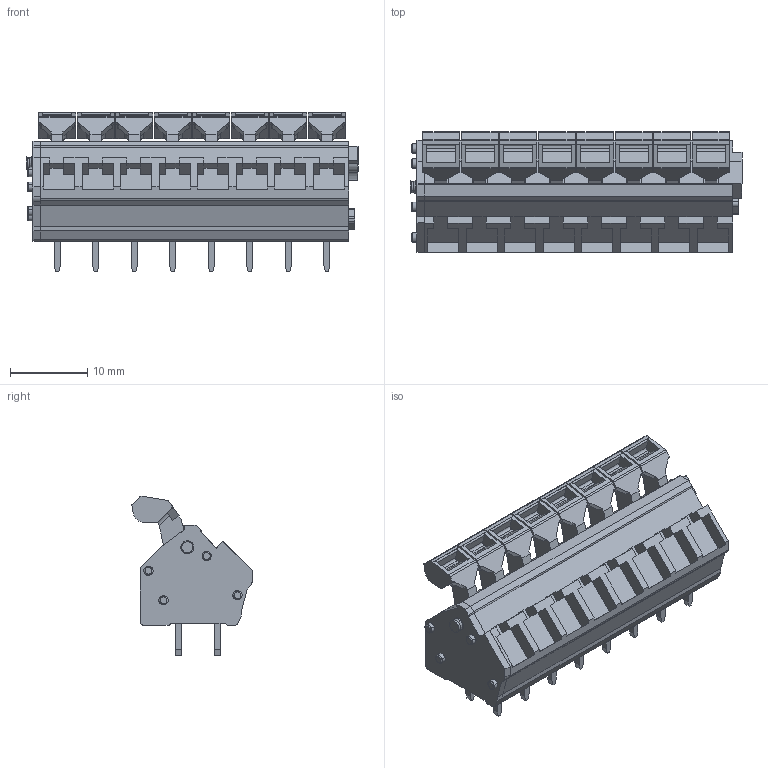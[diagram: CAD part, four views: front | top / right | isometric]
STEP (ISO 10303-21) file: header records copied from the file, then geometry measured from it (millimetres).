
FILE_DESCRIPTION(('CATIA V5 STEP Exchange','CAx-IF Rec.Pracs.--- Model Styling and Organization---1.4--- 2014-01-23'),'2;1');
FILE_NAME ('026350-2_0', '2022-08-09T09:27:52+00:00', ('none'), ('Weidmueller'), 'CATIA Version 5-6 Release 2016 SP3 HF44', 'CATIA V5 STEP AP214', 'none');
FILE_SCHEMA(('AUTOMOTIVE_DESIGN { 1 0 10303 214 1 1 1 1 }'));
Length unit declared in the file: millimetre
Products named in the file (1): 1914790000
Bounding box: 43.1 x 15.6 x 20.65 mm (x, y, z)
Volume: 6152.5 mm3; surface area: 4422.6 mm2
Topology: 26 solids, 26 shells, 798 faces, 2147 edges, 1422 vertices
Faces by surface type: plane 618, cylinder 156, cone 16, torus 8
Entity records: 24550 total; most frequent: CARTESIAN_POINT 4670, ORIENTED_EDGE 4294, DIRECTION 3323, EDGE_CURVE 2147, VECTOR 1807, LINE 1807, VERTEX_POINT 1422, AXIS2_PLACEMENT_3D 881
